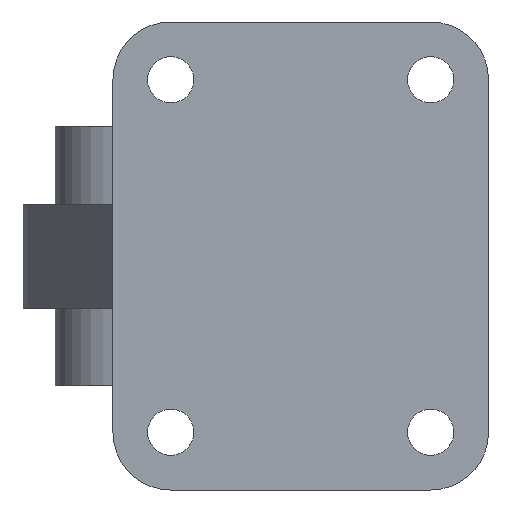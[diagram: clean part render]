
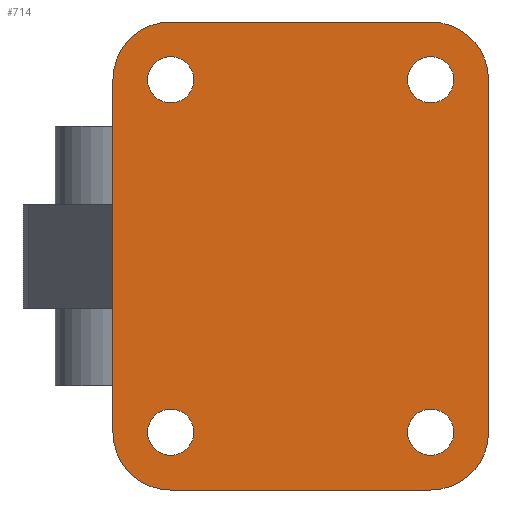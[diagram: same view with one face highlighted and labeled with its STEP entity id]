
A CAD part, front view. The second image highlights one B-rep face of the part: STEP entity #714.
In plain terms, the highlighted planar face has unit normal (0, -1, 0).
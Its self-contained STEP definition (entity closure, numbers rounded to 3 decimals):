
#46=LINE('',#1004,#73);
#50=LINE('',#1013,#77);
#53=LINE('',#1021,#80);
#56=LINE('',#1029,#83);
#73=VECTOR('',#842,1000.);
#77=VECTOR('',#852,1000.);
#80=VECTOR('',#861,1000.);
#83=VECTOR('',#870,1000.);
#140=ORIENTED_EDGE('',*,*,#241,.T.);
#141=ORIENTED_EDGE('',*,*,#242,.F.);
#142=ORIENTED_EDGE('',*,*,#243,.T.);
#143=ORIENTED_EDGE('',*,*,#244,.F.);
#144=ORIENTED_EDGE('',*,*,#224,.F.);
#145=ORIENTED_EDGE('',*,*,#240,.F.);
#146=ORIENTED_EDGE('',*,*,#238,.F.);
#147=ORIENTED_EDGE('',*,*,#236,.F.);
#148=ORIENTED_EDGE('',*,*,#234,.F.);
#149=ORIENTED_EDGE('',*,*,#232,.F.);
#150=ORIENTED_EDGE('',*,*,#230,.F.);
#151=ORIENTED_EDGE('',*,*,#227,.F.);
#224=EDGE_CURVE('',#283,#284,#321,.T.);
#227=EDGE_CURVE('',#284,#285,#46,.T.);
#230=EDGE_CURVE('',#285,#286,#322,.T.);
#232=EDGE_CURVE('',#286,#287,#50,.T.);
#234=EDGE_CURVE('',#287,#288,#323,.T.);
#236=EDGE_CURVE('',#288,#289,#53,.T.);
#238=EDGE_CURVE('',#289,#290,#324,.T.);
#240=EDGE_CURVE('',#290,#283,#56,.T.);
#241=EDGE_CURVE('',#291,#291,#325,.T.);
#242=EDGE_CURVE('',#292,#292,#326,.T.);
#243=EDGE_CURVE('',#293,#293,#327,.T.);
#244=EDGE_CURVE('',#294,#294,#328,.T.);
#283=VERTEX_POINT('',#999);
#284=VERTEX_POINT('',#1000);
#285=VERTEX_POINT('',#1005);
#286=VERTEX_POINT('',#1010);
#287=VERTEX_POINT('',#1014);
#288=VERTEX_POINT('',#1018);
#289=VERTEX_POINT('',#1022);
#290=VERTEX_POINT('',#1026);
#291=VERTEX_POINT('',#1032);
#292=VERTEX_POINT('',#1034);
#293=VERTEX_POINT('',#1036);
#294=VERTEX_POINT('',#1038);
#321=CIRCLE('',#752,20.);
#322=CIRCLE('',#755,20.);
#323=CIRCLE('',#758,20.);
#324=CIRCLE('',#761,20.);
#325=CIRCLE('',#764,8.);
#326=CIRCLE('',#765,8.);
#327=CIRCLE('',#766,8.);
#328=CIRCLE('',#767,8.);
#358=EDGE_LOOP('',(#140));
#359=EDGE_LOOP('',(#141));
#360=EDGE_LOOP('',(#142));
#361=EDGE_LOOP('',(#143));
#362=EDGE_LOOP('',(#144,#145,#146,#147,#148,#149,#150,#151));
#417=FACE_BOUND('',#358,.T.);
#418=FACE_BOUND('',#359,.T.);
#419=FACE_BOUND('',#360,.T.);
#420=FACE_BOUND('',#361,.T.);
#421=FACE_BOUND('',#362,.T.);
#468=PLANE('',#763);
#714=ADVANCED_FACE('',(#417,#418,#419,#420,#421),#468,.F.);
#752=AXIS2_PLACEMENT_3D('',#998,#836,#837);
#755=AXIS2_PLACEMENT_3D('',#1009,#847,#848);
#758=AXIS2_PLACEMENT_3D('',#1017,#856,#857);
#761=AXIS2_PLACEMENT_3D('',#1025,#865,#866);
#763=AXIS2_PLACEMENT_3D('',#1030,#871,#872);
#764=AXIS2_PLACEMENT_3D('',#1031,#873,#874);
#765=AXIS2_PLACEMENT_3D('',#1033,#875,#876);
#766=AXIS2_PLACEMENT_3D('',#1035,#877,#878);
#767=AXIS2_PLACEMENT_3D('',#1037,#879,#880);
#836=DIRECTION('',(0.,1.,0.));
#837=DIRECTION('',(1.,0.,0.));
#842=DIRECTION('',(0.,0.,1.));
#847=DIRECTION('',(0.,1.,0.));
#848=DIRECTION('',(1.,0.,0.));
#852=DIRECTION('',(1.,0.,0.));
#856=DIRECTION('',(0.,1.,0.));
#857=DIRECTION('',(1.,0.,0.));
#861=DIRECTION('',(0.,0.,-1.));
#865=DIRECTION('',(0.,1.,0.));
#866=DIRECTION('',(1.,0.,0.));
#870=DIRECTION('',(-1.,0.,0.));
#871=DIRECTION('',(0.,1.,0.));
#872=DIRECTION('',(0.,0.,1.));
#873=DIRECTION('',(0.,1.,0.));
#874=DIRECTION('',(0.,0.,1.));
#875=DIRECTION('',(0.,-1.,0.));
#876=DIRECTION('',(0.,0.,-1.));
#877=DIRECTION('',(0.,1.,0.));
#878=DIRECTION('',(0.,0.,1.));
#879=DIRECTION('',(0.,-1.,0.));
#880=DIRECTION('',(0.,0.,-1.));
#998=CARTESIAN_POINT('',(-45.,0.,-61.));
#999=CARTESIAN_POINT('',(-45.,0.,-81.));
#1000=CARTESIAN_POINT('',(-65.,0.,-61.));
#1004=CARTESIAN_POINT('',(-65.,0.,-61.));
#1005=CARTESIAN_POINT('',(-65.,0.,61.));
#1009=CARTESIAN_POINT('',(-45.,0.,61.));
#1010=CARTESIAN_POINT('',(-45.,0.,81.));
#1013=CARTESIAN_POINT('',(-45.,0.,81.));
#1014=CARTESIAN_POINT('',(45.,0.,81.));
#1017=CARTESIAN_POINT('',(45.,0.,61.));
#1018=CARTESIAN_POINT('',(65.,0.,61.));
#1021=CARTESIAN_POINT('',(65.,0.,61.));
#1022=CARTESIAN_POINT('',(65.,0.,-61.));
#1025=CARTESIAN_POINT('',(45.,0.,-61.));
#1026=CARTESIAN_POINT('',(45.,0.,-81.));
#1029=CARTESIAN_POINT('',(45.,0.,-81.));
#1030=CARTESIAN_POINT('',(-45.,0.,-61.));
#1031=CARTESIAN_POINT('',(-45.,0.,61.));
#1032=CARTESIAN_POINT('',(-45.,0.,69.));
#1033=CARTESIAN_POINT('',(-45.,0.,-61.));
#1034=CARTESIAN_POINT('',(-45.,0.,-69.));
#1035=CARTESIAN_POINT('',(45.,0.,61.));
#1036=CARTESIAN_POINT('',(45.,0.,69.));
#1037=CARTESIAN_POINT('',(45.,0.,-61.));
#1038=CARTESIAN_POINT('',(45.,0.,-69.));
